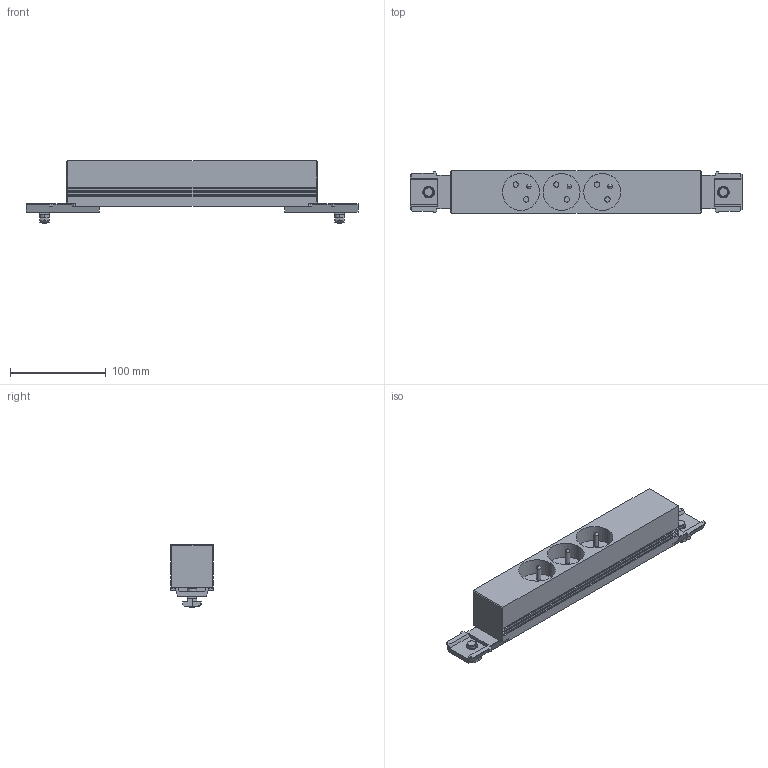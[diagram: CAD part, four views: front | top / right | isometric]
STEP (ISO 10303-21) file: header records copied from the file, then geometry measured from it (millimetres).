
FILE_DESCRIPTION(('STEP AP214'),'1');
FILE_NAME('cctmp_C8647356-F94F-4D82-86A2-EAC111B275E0_2020_1_16_6_52_27_529..stp','2020-01-16T05:52:28',('Bosch Rexroth AG'),('CADClick - www.CADClick.com'),'Spatial InterOp 3D',' ','unknown authorization - (Healing Option Enabled)');
FILE_SCHEMA(('AUTOMOTIVE_DESIGN'));
Length unit declared in the file: millimetre
Products named in the file (1): 2020_01_16__06-52-27-511
Bounding box: 347.1 x 44 x 64.9 mm (x, y, z)
Volume: 215101.3 mm3; surface area: 116491.2 mm2
Topology: 1 solids, 1 shells, 321 faces, 856 edges, 549 vertices
Faces by surface type: plane 195, cylinder 104, cone 16, sphere 6
Entity records: 14896 total; most frequent: CARTESIAN_POINT 4133, DIRECTION 1702, ORIENTED_EDGE 1700, EDGE_CURVE 850, LINE 626, VECTOR 626, VERTEX_POINT 549, AXIS2_PLACEMENT_3D 538
